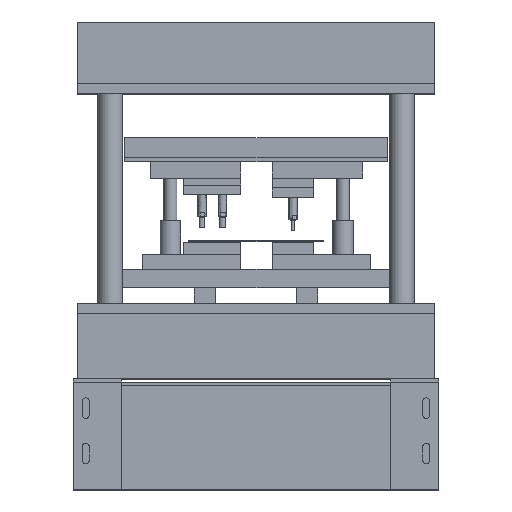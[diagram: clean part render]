
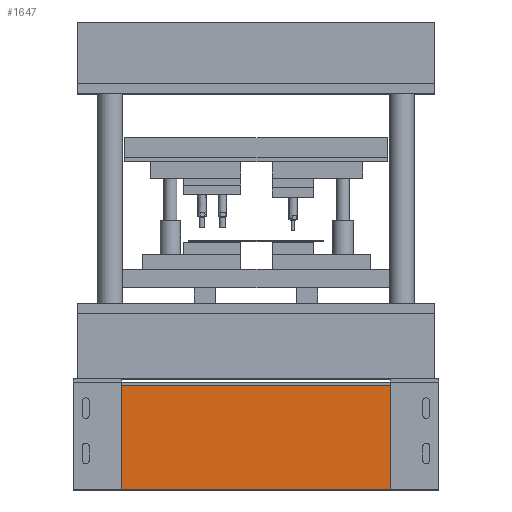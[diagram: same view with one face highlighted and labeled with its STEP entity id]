
A CAD part, top view. The second image highlights one B-rep face of the part: STEP entity #1647.
In plain terms, the highlighted free-form (B-spline) face has degree [1, 1] with [2, 2] control points.
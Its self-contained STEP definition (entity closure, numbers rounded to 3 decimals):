
#1579 = EDGE_CURVE('',#1580,#1582,#1584,.T.);
#1580 = VERTEX_POINT('',#1581);
#1581 = CARTESIAN_POINT('',(775.908,-115.723,
    1022.661));
#1582 = VERTEX_POINT('',#1583);
#1583 = CARTESIAN_POINT('',(775.908,171.46,
    1022.661));
#1584 = B_SPLINE_CURVE_WITH_KNOTS('',1,(#1585,#1586),.UNSPECIFIED.,.F.,
  .F.,(2,2),(-131.,123.),.PIECEWISE_BEZIER_KNOTS.);
#1585 = CARTESIAN_POINT('',(775.908,-115.723,
    1022.661));
#1586 = CARTESIAN_POINT('',(775.908,171.46,
    1022.661));
#1616 = VERTEX_POINT('',#1617);
#1617 = CARTESIAN_POINT('',(-87.902,-115.723,
    1022.661));
#1624 = EDGE_CURVE('',#1616,#1625,#1627,.T.);
#1625 = VERTEX_POINT('',#1626);
#1626 = CARTESIAN_POINT('',(-87.902,171.46,
    1022.661));
#1627 = B_SPLINE_CURVE_WITH_KNOTS('',1,(#1628,#1629),.UNSPECIFIED.,.F.,
  .F.,(2,2),(-131.,123.),.PIECEWISE_BEZIER_KNOTS.);
#1628 = CARTESIAN_POINT('',(-87.902,-115.723,
    1022.661));
#1629 = CARTESIAN_POINT('',(-87.902,171.46,
    1022.661));
#1647 = ADVANCED_FACE('',(#1648),#1662,.T.);
#1648 = FACE_BOUND('',#1649,.T.);
#1649 = EDGE_LOOP('',(#1650,#1655,#1656,#1661));
#1650 = ORIENTED_EDGE('',*,*,#1651,.F.);
#1651 = EDGE_CURVE('',#1580,#1616,#1652,.T.);
#1652 = B_SPLINE_CURVE_WITH_KNOTS('',1,(#1653,#1654),.UNSPECIFIED.,.F.,
  .F.,(2,2),(254.126,1018.126),
  .PIECEWISE_BEZIER_KNOTS.);
#1653 = CARTESIAN_POINT('',(775.908,-115.723,
    1022.661));
#1654 = CARTESIAN_POINT('',(-87.902,-115.723,
    1022.661));
#1655 = ORIENTED_EDGE('',*,*,#1579,.T.);
#1656 = ORIENTED_EDGE('',*,*,#1657,.T.);
#1657 = EDGE_CURVE('',#1582,#1625,#1658,.T.);
#1658 = B_SPLINE_CURVE_WITH_KNOTS('',1,(#1659,#1660),.UNSPECIFIED.,.F.,
  .F.,(2,2),(254.126,1018.126),
  .PIECEWISE_BEZIER_KNOTS.);
#1659 = CARTESIAN_POINT('',(775.908,171.46,
    1022.661));
#1660 = CARTESIAN_POINT('',(-87.902,171.46,
    1022.661));
#1661 = ORIENTED_EDGE('',*,*,#1624,.F.);
#1662 = B_SPLINE_SURFACE_WITH_KNOTS('',1,1,(
    (#1663,#1664)
    ,(#1665,#1666
    )),.UNSPECIFIED.,.F.,.F.,.F.,(2,2),(2,2),(-1018.126,
    -254.126),(-131.,123.),.PIECEWISE_BEZIER_KNOTS.);
#1663 = CARTESIAN_POINT('',(-87.902,-115.723,
    1022.661));
#1664 = CARTESIAN_POINT('',(-87.902,171.46,
    1022.661));
#1665 = CARTESIAN_POINT('',(775.908,-115.723,
    1022.661));
#1666 = CARTESIAN_POINT('',(775.908,171.46,
    1022.661));
